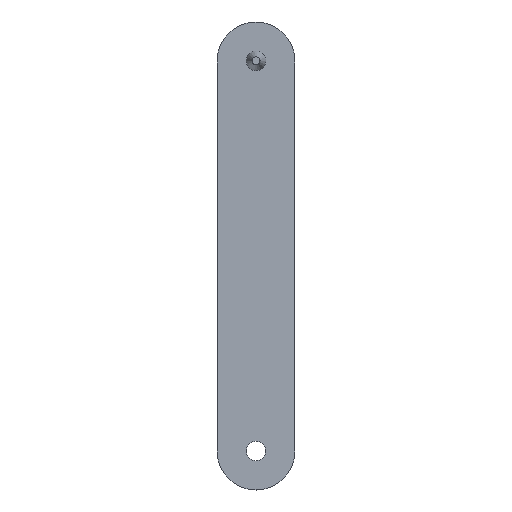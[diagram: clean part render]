
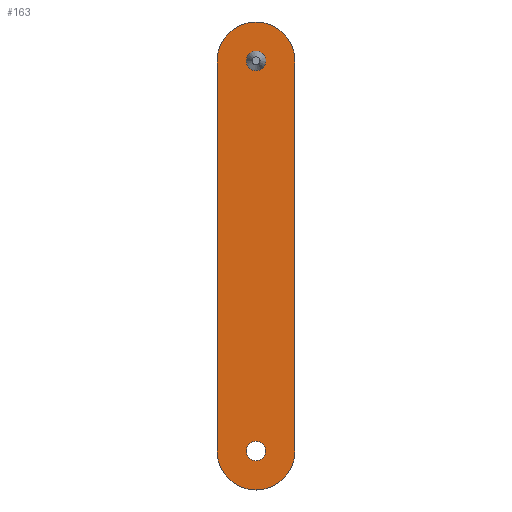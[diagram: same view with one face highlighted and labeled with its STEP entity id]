
A CAD part, top view. The second image highlights one B-rep face of the part: STEP entity #163.
In plain terms, the highlighted planar face has unit normal (0, 0, 1).
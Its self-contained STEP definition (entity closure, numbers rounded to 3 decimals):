
#15=FACE_BOUND('',#46,.T.);
#16=FACE_BOUND('',#47,.T.);
#25=PLANE('',#196);
#35=FACE_OUTER_BOUND('',#45,.T.);
#45=EDGE_LOOP('',(#143,#144,#145,#146));
#46=EDGE_LOOP('',(#147));
#47=EDGE_LOOP('',(#148));
#55=LINE('',#274,#66);
#59=LINE('',#286,#70);
#66=VECTOR('',#225,10.);
#70=VECTOR('',#237,10.);
#74=CIRCLE('',#184,5.);
#75=CIRCLE('',#186,5.);
#78=CIRCLE('',#191,20.);
#80=CIRCLE('',#195,20.);
#83=VERTEX_POINT('',#258);
#84=VERTEX_POINT('',#262);
#88=VERTEX_POINT('',#271);
#89=VERTEX_POINT('',#273);
#91=VERTEX_POINT('',#279);
#93=VERTEX_POINT('',#285);
#98=EDGE_CURVE('',#83,#83,#74,.T.);
#99=EDGE_CURVE('',#84,#84,#75,.T.);
#104=EDGE_CURVE('',#89,#88,#55,.T.);
#107=EDGE_CURVE('',#91,#89,#78,.T.);
#110=EDGE_CURVE('',#93,#91,#59,.T.);
#113=EDGE_CURVE('',#88,#93,#80,.T.);
#143=ORIENTED_EDGE('',*,*,#113,.T.);
#144=ORIENTED_EDGE('',*,*,#110,.T.);
#145=ORIENTED_EDGE('',*,*,#107,.T.);
#146=ORIENTED_EDGE('',*,*,#104,.T.);
#147=ORIENTED_EDGE('',*,*,#99,.T.);
#148=ORIENTED_EDGE('',*,*,#98,.T.);
#163=ADVANCED_FACE('',(#35,#15,#16),#25,.T.);
#184=AXIS2_PLACEMENT_3D('',#260,#212,#213);
#186=AXIS2_PLACEMENT_3D('',#263,#216,#217);
#191=AXIS2_PLACEMENT_3D('',#280,#231,#232);
#195=AXIS2_PLACEMENT_3D('',#290,#243,#244);
#196=AXIS2_PLACEMENT_3D('',#291,#245,#246);
#212=DIRECTION('center_axis',(0.,0.,-1.));
#213=DIRECTION('ref_axis',(0.,1.,0.));
#216=DIRECTION('center_axis',(0.,0.,-1.));
#217=DIRECTION('ref_axis',(0.,1.,0.));
#225=DIRECTION('',(0.,-1.,0.));
#231=DIRECTION('center_axis',(0.,0.,1.));
#232=DIRECTION('ref_axis',(0.,1.,0.));
#237=DIRECTION('',(0.,1.,0.));
#243=DIRECTION('center_axis',(0.,0.,1.));
#244=DIRECTION('ref_axis',(0.,1.,0.));
#245=DIRECTION('center_axis',(0.,0.,1.));
#246=DIRECTION('ref_axis',(1.,0.,0.));
#258=CARTESIAN_POINT('',(-5.,200.,10.));
#260=CARTESIAN_POINT('Origin',(0.,200.,10.));
#262=CARTESIAN_POINT('',(0.,-5.,10.));
#263=CARTESIAN_POINT('Origin',(0.,0.,10.));
#271=CARTESIAN_POINT('',(-20.,0.,10.));
#273=CARTESIAN_POINT('',(-20.,200.,10.));
#274=CARTESIAN_POINT('',(-20.,0.,10.));
#279=CARTESIAN_POINT('',(20.,200.,10.));
#280=CARTESIAN_POINT('Origin',(0.,200.,10.));
#285=CARTESIAN_POINT('',(20.,0.,10.));
#286=CARTESIAN_POINT('',(20.,0.,10.));
#290=CARTESIAN_POINT('Origin',(0.,0.,10.));
#291=CARTESIAN_POINT('Origin',(0.,100.,10.));
